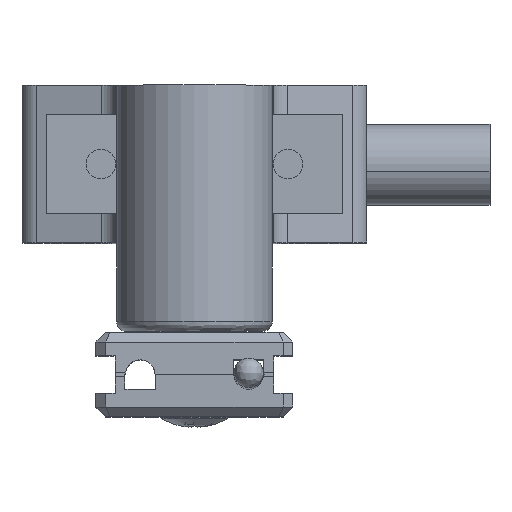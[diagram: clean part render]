
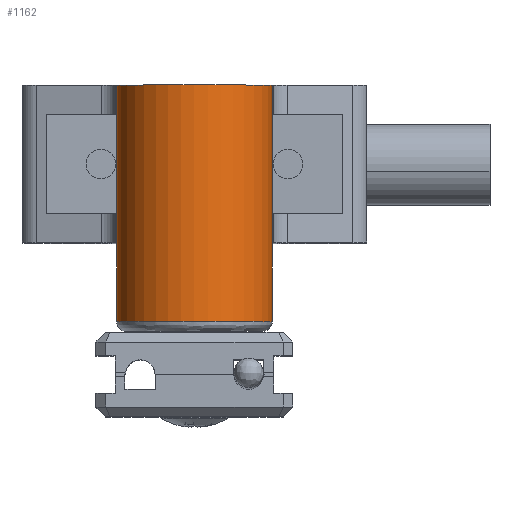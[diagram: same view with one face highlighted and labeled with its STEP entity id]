
A CAD part, top view. The second image highlights one B-rep face of the part: STEP entity #1162.
In plain terms, the highlighted cylindrical face has radius 7.9 mm (diameter 15.8 mm), a partial arc.
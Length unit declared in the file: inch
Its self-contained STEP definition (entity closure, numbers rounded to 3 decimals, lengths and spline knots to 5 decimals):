
#62 = ORIENTED_EDGE ( 'NONE', *, *, #10293, .T. ) ;
#197 = CARTESIAN_POINT ( 'NONE',  ( 0., 0., 0.70866 ) ) ;
#311 = ORIENTED_EDGE ( 'NONE', *, *, #14442, .T. ) ;
#644 = DIRECTION ( 'NONE',  ( 1., 0., 0. ) ) ;
#986 = EDGE_CURVE ( 'NONE', #10642, #15865, #13917, .T. ) ;
#1160 = EDGE_CURVE ( 'NONE', #8338, #6641, #7812, .T. ) ;
#1162 = ADVANCED_FACE ( 'NONE', ( #9629 ), #8628, .T. ) ;
#1726 = ORIENTED_EDGE ( 'NONE', *, *, #15762, .T. ) ;
#2973 = DIRECTION ( 'NONE',  ( 0., 1., 0. ) ) ;
#3449 = CARTESIAN_POINT ( 'NONE',  ( 0.31102, -0.62992, 0.70866 ) ) ;
#3954 = LINE ( 'NONE', #15937, #4153 ) ;
#4064 = LINE ( 'NONE', #15939, #11082 ) ;
#4153 = VECTOR ( 'NONE', #2973, 39.37008 ) ;
#5023 = EDGE_CURVE ( 'NONE', #14635, #9637, #4064, .T. ) ;
#5352 = DIRECTION ( 'NONE',  ( 0., -1., 0. ) ) ;
#5909 = CARTESIAN_POINT ( 'NONE',  ( -0.31102, -0.94488, 0.70866 ) ) ;
#6641 = VERTEX_POINT ( 'NONE', #5909 ) ;
#7264 = DIRECTION ( 'NONE',  ( 1., 0., 0. ) ) ;
#7812 = LINE ( 'NONE', #11252, #13037 ) ;
#8338 = VERTEX_POINT ( 'NONE', #15958 ) ;
#8537 = ORIENTED_EDGE ( 'NONE', *, *, #5023, .F. ) ;
#8628 = CYLINDRICAL_SURFACE ( 'NONE', #9599, 0.31102 ) ;
#9014 = CIRCLE ( 'NONE', #15288, 0.31102 ) ;
#9260 = AXIS2_PLACEMENT_3D ( 'NONE', #11086, #11196, #7264 ) ;
#9599 = AXIS2_PLACEMENT_3D ( 'NONE', #197, #5352, #16544 ) ;
#9621 = ORIENTED_EDGE ( 'NONE', *, *, #986, .T. ) ;
#9629 = FACE_OUTER_BOUND ( 'NONE', #15097, .T. ) ;
#9637 = VERTEX_POINT ( 'NONE', #12806 ) ;
#9657 = CARTESIAN_POINT ( 'NONE',  ( 0., -0.94488, 0.70866 ) ) ;
#10293 = EDGE_CURVE ( 'NONE', #6641, #9637, #9014, .T. ) ;
#10642 = VERTEX_POINT ( 'NONE', #15283 ) ;
#10894 = DIRECTION ( 'NONE',  ( 0., -1., 0. ) ) ;
#11082 = VECTOR ( 'NONE', #10894, 39.37008 ) ;
#11086 = CARTESIAN_POINT ( 'NONE',  ( 0., 0., 0.70866 ) ) ;
#11196 = DIRECTION ( 'NONE',  ( 0., -1., 0. ) ) ;
#11252 = CARTESIAN_POINT ( 'NONE',  ( -0.31102, 0., 0.70866 ) ) ;
#11622 = CARTESIAN_POINT ( 'NONE',  ( -0.31102, 0., 0.70866 ) ) ;
#11889 = LINE ( 'NONE', #12723, #14911 ) ;
#12723 = CARTESIAN_POINT ( 'NONE',  ( -0.31102, 0., 0.70866 ) ) ;
#12806 = CARTESIAN_POINT ( 'NONE',  ( 0.31102, -0.94488, 0.70866 ) ) ;
#13037 = VECTOR ( 'NONE', #13667, 39.37008 ) ;
#13667 = DIRECTION ( 'NONE',  ( 0., -1., 0. ) ) ;
#13792 = DIRECTION ( 'NONE',  ( 0., -1., 0. ) ) ;
#13917 = CIRCLE ( 'NONE', #9260, 0.31102 ) ;
#14390 = ORIENTED_EDGE ( 'NONE', *, *, #1160, .T. ) ;
#14442 = EDGE_CURVE ( 'NONE', #14635, #10642, #3954, .T. ) ;
#14635 = VERTEX_POINT ( 'NONE', #3449 ) ;
#14639 = DIRECTION ( 'NONE',  ( 0., 1., 0. ) ) ;
#14911 = VECTOR ( 'NONE', #13792, 39.37008 ) ;
#15097 = EDGE_LOOP ( 'NONE', ( #1726, #14390, #62, #8537, #311, #9621 ) ) ;
#15283 = CARTESIAN_POINT ( 'NONE',  ( 0.31102, 0., 0.70866 ) ) ;
#15288 = AXIS2_PLACEMENT_3D ( 'NONE', #9657, #14639, #644 ) ;
#15762 = EDGE_CURVE ( 'NONE', #15865, #8338, #11889, .T. ) ;
#15865 = VERTEX_POINT ( 'NONE', #11622 ) ;
#15937 = CARTESIAN_POINT ( 'NONE',  ( 0.31102, 0., 0.70866 ) ) ;
#15939 = CARTESIAN_POINT ( 'NONE',  ( 0.31102, 0., 0.70866 ) ) ;
#15958 = CARTESIAN_POINT ( 'NONE',  ( -0.31102, -0.62992, 0.70866 ) ) ;
#16544 = DIRECTION ( 'NONE',  ( 1., 0., 0. ) ) ;
